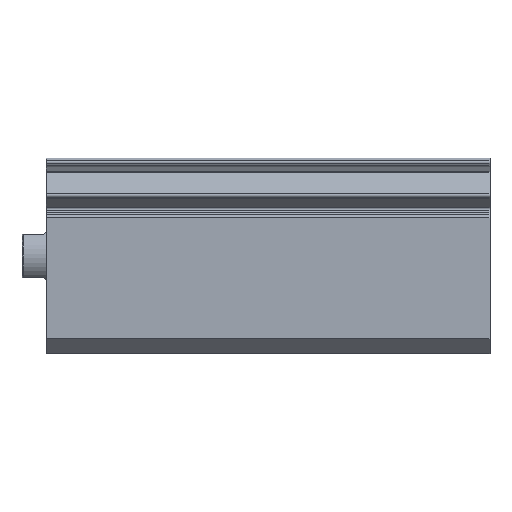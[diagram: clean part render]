
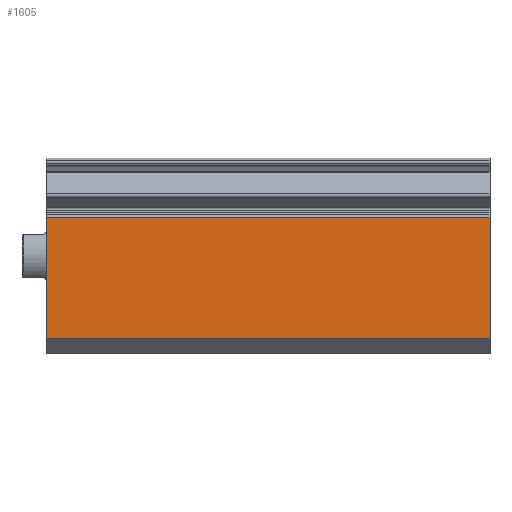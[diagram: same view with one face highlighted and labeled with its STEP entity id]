
A CAD part, front view. The second image highlights one B-rep face of the part: STEP entity #1605.
In plain terms, the highlighted face is planar.
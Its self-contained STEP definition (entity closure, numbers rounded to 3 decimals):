
#98=LINE('',#2512,#218);
#99=LINE('',#2515,#219);
#100=LINE('',#2517,#220);
#101=LINE('',#2519,#221);
#218=VECTOR('',#1988,1000.);
#219=VECTOR('',#1989,1000.);
#220=VECTOR('',#1990,1000.);
#221=VECTOR('',#1991,1000.);
#378=ORIENTED_EDGE('',*,*,#780,.T.);
#379=ORIENTED_EDGE('',*,*,#781,.F.);
#380=ORIENTED_EDGE('',*,*,#782,.F.);
#381=ORIENTED_EDGE('',*,*,#783,.T.);
#780=EDGE_CURVE('',#988,#989,#98,.T.);
#781=EDGE_CURVE('',#990,#989,#99,.T.);
#782=EDGE_CURVE('',#991,#990,#100,.T.);
#783=EDGE_CURVE('',#991,#988,#101,.T.);
#988=VERTEX_POINT('',#2513);
#989=VERTEX_POINT('',#2514);
#990=VERTEX_POINT('',#2516);
#991=VERTEX_POINT('',#2518);
#1236=EDGE_LOOP('',(#378,#379,#380,#381));
#1397=FACE_BOUND('',#1236,.T.);
#1544=PLANE('',#1751);
#1605=ADVANCED_FACE('',(#1397),#1544,.F.);
#1751=AXIS2_PLACEMENT_3D('',#2511,#1986,#1987);
#1986=DIRECTION('',(0.,0.,-1.));
#1987=DIRECTION('',(0.,1.,0.));
#1988=DIRECTION('',(0.,-1.,0.));
#1989=DIRECTION('',(-1.,0.,0.));
#1990=DIRECTION('',(0.,-1.,0.));
#1991=DIRECTION('',(-1.,0.,0.));
#2511=CARTESIAN_POINT('',(81.5,7.036,18.));
#2512=CARTESIAN_POINT('',(0.,7.036,18.));
#2513=CARTESIAN_POINT('',(0.,7.036,18.));
#2514=CARTESIAN_POINT('',(0.,-15.234,18.));
#2515=CARTESIAN_POINT('',(81.5,-15.234,18.));
#2516=CARTESIAN_POINT('',(81.5,-15.234,18.));
#2517=CARTESIAN_POINT('',(81.5,7.036,18.));
#2518=CARTESIAN_POINT('',(81.5,7.036,18.));
#2519=CARTESIAN_POINT('',(81.5,7.036,18.));
